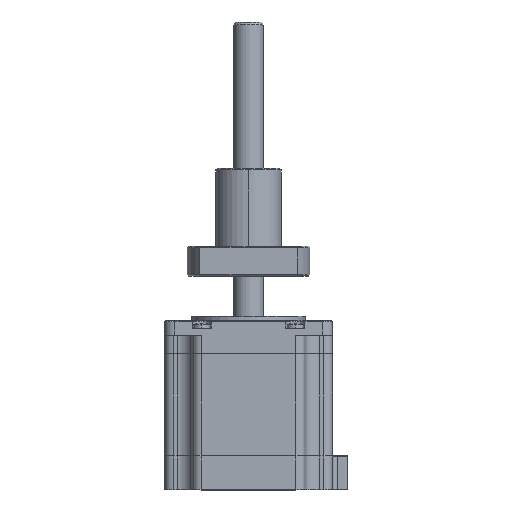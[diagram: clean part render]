
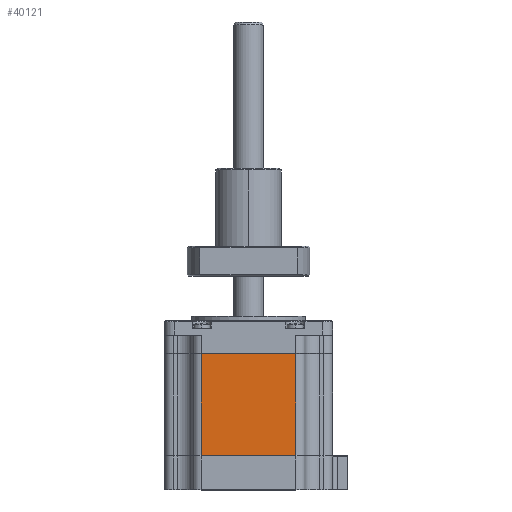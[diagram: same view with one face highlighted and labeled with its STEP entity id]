
A CAD part, top view. The second image highlights one B-rep face of the part: STEP entity #40121.
In plain terms, the highlighted planar face has unit normal (0, 0, 1).
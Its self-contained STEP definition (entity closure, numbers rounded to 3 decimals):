
#1011 = DIRECTION ( 'NONE',  ( -1., 0., 0. ) ) ;
#2697 = VECTOR ( 'NONE', #12032, 1000. ) ;
#3564 = CARTESIAN_POINT ( 'NONE',  ( -0.579, -60.672, 91.75 ) ) ;
#6620 = FACE_OUTER_BOUND ( 'NONE', #40725, .T. ) ;
#10091 = VECTOR ( 'NONE', #35983, 1000. ) ;
#10398 = VECTOR ( 'NONE', #24865, 1000. ) ;
#12032 = DIRECTION ( 'NONE',  ( -1., 0., 0. ) ) ;
#12284 = ORIENTED_EDGE ( 'NONE', *, *, #20455, .T. ) ;
#12317 = EDGE_CURVE ( 'NONE', #48682, #36189, #13253, .T. ) ;
#13253 = LINE ( 'NONE', #18674, #49002 ) ;
#14366 = VERTEX_POINT ( 'NONE', #31767 ) ;
#17046 = PLANE ( 'NONE',  #50278 ) ;
#18674 = CARTESIAN_POINT ( 'NONE',  ( -0.579, -26.672, 91.75 ) ) ;
#19354 = CARTESIAN_POINT ( 'NONE',  ( -0.579, -60.672, 91.75 ) ) ;
#20455 = EDGE_CURVE ( 'NONE', #38436, #48682, #41003, .T. ) ;
#22754 = CARTESIAN_POINT ( 'NONE',  ( -0.579, -60.672, 91.75 ) ) ;
#24865 = DIRECTION ( 'NONE',  ( 0., 1., 0. ) ) ;
#29509 = LINE ( 'NONE', #3564, #2697 ) ;
#31767 = CARTESIAN_POINT ( 'NONE',  ( -32.179, -60.672, 91.75 ) ) ;
#34490 = CARTESIAN_POINT ( 'NONE',  ( -0.579, -60.672, 91.75 ) ) ;
#34711 = CARTESIAN_POINT ( 'NONE',  ( -32.179, -26.672, 91.75 ) ) ;
#35317 = ORIENTED_EDGE ( 'NONE', *, *, #48275, .F. ) ;
#35983 = DIRECTION ( 'NONE',  ( 0., 1., 0. ) ) ;
#36189 = VERTEX_POINT ( 'NONE', #34711 ) ;
#37501 = CARTESIAN_POINT ( 'NONE',  ( -0.579, -26.672, 91.75 ) ) ;
#38436 = VERTEX_POINT ( 'NONE', #19354 ) ;
#39780 = ORIENTED_EDGE ( 'NONE', *, *, #12317, .T. ) ;
#40121 = ADVANCED_FACE ( 'NONE', ( #6620 ), #17046, .F. ) ;
#40725 = EDGE_LOOP ( 'NONE', ( #39780, #53862, #35317, #12284 ) ) ;
#41003 = LINE ( 'NONE', #22754, #10091 ) ;
#41919 = EDGE_CURVE ( 'NONE', #14366, #36189, #53675, .T. ) ;
#42941 = CARTESIAN_POINT ( 'NONE',  ( -32.179, -60.672, 91.75 ) ) ;
#47799 = DIRECTION ( 'NONE',  ( 0., 0., -1. ) ) ;
#48275 = EDGE_CURVE ( 'NONE', #38436, #14366, #29509, .T. ) ;
#48682 = VERTEX_POINT ( 'NONE', #37501 ) ;
#49002 = VECTOR ( 'NONE', #1011, 1000. ) ;
#50278 = AXIS2_PLACEMENT_3D ( 'NONE', #34490, #47799, #52191 ) ;
#52191 = DIRECTION ( 'NONE',  ( 0., -1., 0. ) ) ;
#53675 = LINE ( 'NONE', #42941, #10398 ) ;
#53862 = ORIENTED_EDGE ( 'NONE', *, *, #41919, .F. ) ;
